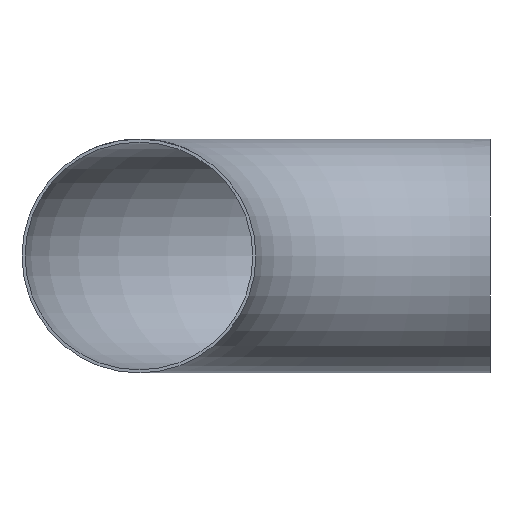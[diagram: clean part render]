
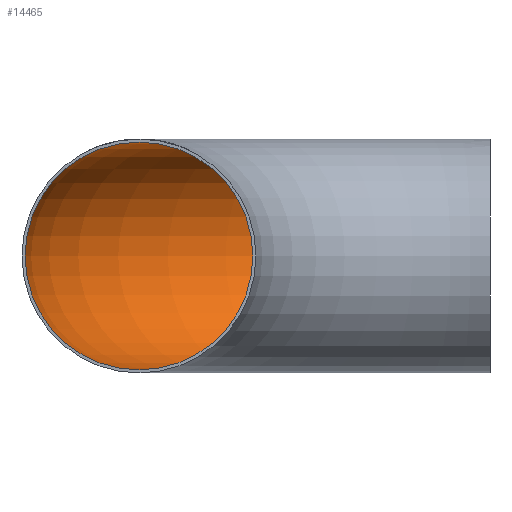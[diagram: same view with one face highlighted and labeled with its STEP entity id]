
A CAD part, front view. The second image highlights one B-rep face of the part: STEP entity #14465.
In plain terms, the highlighted toroidal (fillet/blend) face has major radius 686 mm and minor radius 222.6 mm.
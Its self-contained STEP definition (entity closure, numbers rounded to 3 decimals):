
#1302 = FACE_OUTER_BOUND ( 'NONE', #17930, .T. ) ;
#1577 = EDGE_CURVE ( 'NONE', #6297, #6297, #6487, .T. ) ;
#1614 = DIRECTION ( 'NONE',  ( 1., 0., 0. ) ) ;
#4146 = ORIENTED_EDGE ( 'NONE', *, *, #32600, .F. ) ;
#4437 = DIRECTION ( 'NONE',  ( 0., 1., 0. ) ) ;
#5010 = EDGE_LOOP ( 'NONE', ( #4146 ) ) ;
#6297 = VERTEX_POINT ( 'NONE', #17120 ) ;
#6487 = CIRCLE ( 'NONE', #13306, 222.6 ) ;
#6521 = CARTESIAN_POINT ( 'NONE',  ( -686., 0., 0. ) ) ;
#6968 = CIRCLE ( 'NONE', #11519, 222.6 ) ;
#9025 = DIRECTION ( 'NONE',  ( 0., 0., 1. ) ) ;
#9150 = CARTESIAN_POINT ( 'NONE',  ( -686., 0., 222.6 ) ) ;
#11519 = AXIS2_PLACEMENT_3D ( 'NONE', #6521, #25482, #9025 ) ;
#13306 = AXIS2_PLACEMENT_3D ( 'NONE', #15091, #1614, #4437 ) ;
#14465 = ADVANCED_FACE ( 'NONE', ( #1302, #28561 ), #20192, .F. ) ;
#15091 = CARTESIAN_POINT ( 'NONE',  ( 0., 686., 0. ) ) ;
#16147 = ORIENTED_EDGE ( 'NONE', *, *, #1577, .T. ) ;
#16765 = VERTEX_POINT ( 'NONE', #9150 ) ;
#17120 = CARTESIAN_POINT ( 'NONE',  ( 0., 908.6, 0. ) ) ;
#17930 = EDGE_LOOP ( 'NONE', ( #16147 ) ) ;
#20192 = TOROIDAL_SURFACE ( 'NONE', #29205, 686., 222.6 ) ;
#20259 = DIRECTION ( 'NONE',  ( -1., 0., 0. ) ) ;
#25482 = DIRECTION ( 'NONE',  ( 0., 1., 0. ) ) ;
#26094 = CARTESIAN_POINT ( 'NONE',  ( 0., 0., 0. ) ) ;
#28561 = FACE_OUTER_BOUND ( 'NONE', #5010, .T. ) ;
#29205 = AXIS2_PLACEMENT_3D ( 'NONE', #26094, #33896, #20259 ) ;
#32600 = EDGE_CURVE ( 'NONE', #16765, #16765, #6968, .T. ) ;
#33896 = DIRECTION ( 'NONE',  ( 0., 0., -1. ) ) ;
